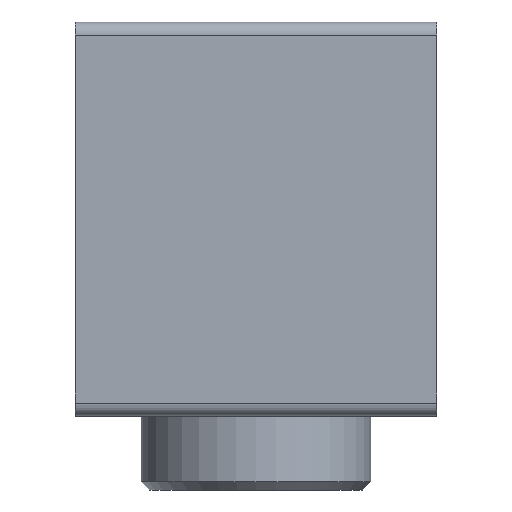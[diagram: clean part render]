
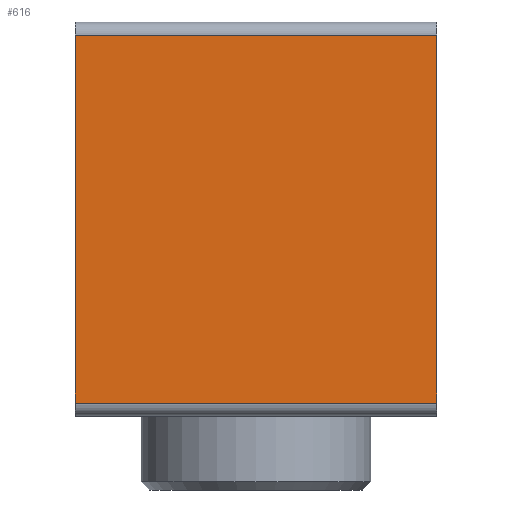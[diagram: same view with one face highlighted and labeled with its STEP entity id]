
A CAD part, left-side view. The second image highlights one B-rep face of the part: STEP entity #616.
In plain terms, the highlighted planar face has unit normal (-1, 0, 0).
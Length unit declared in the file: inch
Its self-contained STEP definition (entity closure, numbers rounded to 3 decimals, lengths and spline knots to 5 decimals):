
#38=LINE('',#1023,#74);
#43=LINE('',#1047,#79);
#55=LINE('',#1084,#91);
#58=LINE('',#1092,#94);
#74=VECTOR('',#734,1.4);
#79=VECTOR('',#755,1.4);
#91=VECTOR('',#803,1.375);
#94=VECTOR('',#814,1.375);
#113=PLANE('',#680);
#183=FACE_OUTER_BOUND('',#235,.T.);
#235=EDGE_LOOP('',(#520,#521,#522,#523));
#305=VERTEX_POINT('',#1020);
#306=VERTEX_POINT('',#1022);
#316=VERTEX_POINT('',#1044);
#317=VERTEX_POINT('',#1046);
#363=EDGE_CURVE('',#306,#305,#38,.T.);
#374=EDGE_CURVE('',#316,#317,#43,.T.);
#393=EDGE_CURVE('',#317,#305,#55,.T.);
#397=EDGE_CURVE('',#306,#316,#58,.T.);
#520=ORIENTED_EDGE('',*,*,#393,.F.);
#521=ORIENTED_EDGE('',*,*,#374,.F.);
#522=ORIENTED_EDGE('',*,*,#397,.F.);
#523=ORIENTED_EDGE('',*,*,#363,.T.);
#616=ADVANCED_FACE('',(#183),#113,.T.);
#680=AXIS2_PLACEMENT_3D('',#1098,#823,#824);
#734=DIRECTION('',(0.,0.,-1.));
#755=DIRECTION('',(0.,0.,-1.));
#803=DIRECTION('',(0.,1.,0.));
#814=DIRECTION('',(0.,-1.,0.));
#823=DIRECTION('center_axis',(-1.,0.,0.));
#824=DIRECTION('ref_axis',(0.,0.,1.));
#1020=CARTESIAN_POINT('',(-1.375,1.11,-0.7));
#1022=CARTESIAN_POINT('',(-1.375,1.11,0.7));
#1023=CARTESIAN_POINT('',(-1.375,1.11,0.75));
#1044=CARTESIAN_POINT('',(-1.375,-0.265,0.7));
#1046=CARTESIAN_POINT('',(-1.375,-0.265,-0.7));
#1047=CARTESIAN_POINT('',(-1.375,-0.265,0.75));
#1084=CARTESIAN_POINT('',(-1.375,-0.265,-0.7));
#1092=CARTESIAN_POINT('',(-1.375,-0.265,0.7));
#1098=CARTESIAN_POINT('Origin',(-1.375,-0.265,0.75));
